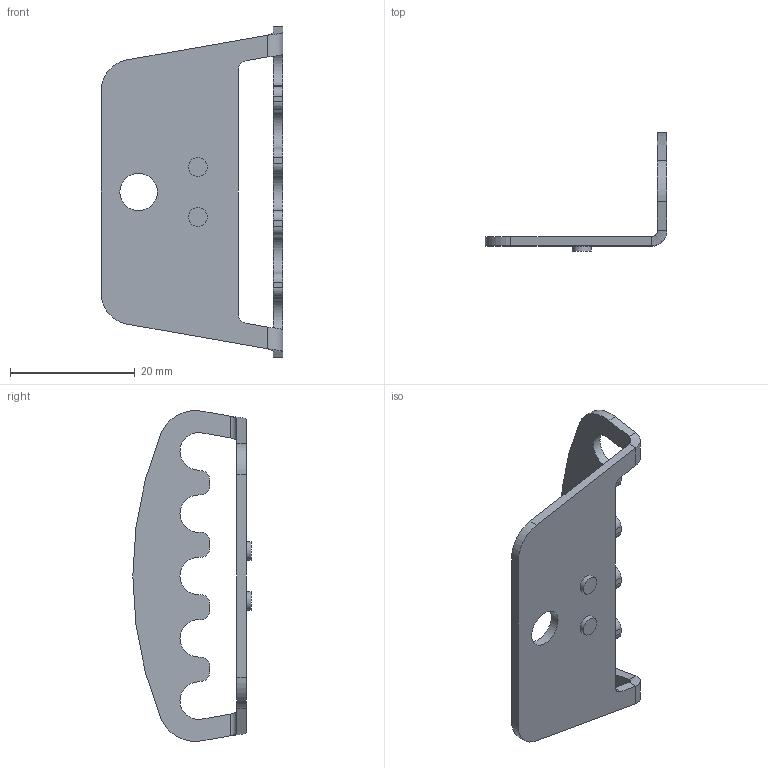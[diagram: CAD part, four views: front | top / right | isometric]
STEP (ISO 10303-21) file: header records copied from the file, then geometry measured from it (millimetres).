
FILE_DESCRIPTION (( 'STEP AP214' ), '1' );
FILE_NAME ('Winkel Kettenbefestigung.STEP', '2019-07-23T08:48:20', ( '' ), ( '' ), 'SwSTEP 2.0', 'SolidWorks 2018', '' );
FILE_SCHEMA (( 'AUTOMOTIVE_DESIGN' ));
Length unit declared in the file: millimetre
Products named in the file (1): Winkel Kettenbefestigung
Bounding box: 29.13 x 18.98 x 53.06 mm (x, y, z)
Volume: 2159.1 mm3; surface area: 3400 mm2
Topology: 1 solids, 1 shells, 63 faces, 163 edges, 104 vertices
Faces by surface type: plane 30, cylinder 29, bspline 4
Full cylindrical faces by diameter (mm): 3 x4, 6 x1
Entity records: 2026 total; most frequent: CARTESIAN_POINT 478, ORIENTED_EDGE 312, DIRECTION 310, EDGE_CURVE 156, AXIS2_PLACEMENT_3D 110, VERTEX_POINT 102, LINE 90, VECTOR 90
